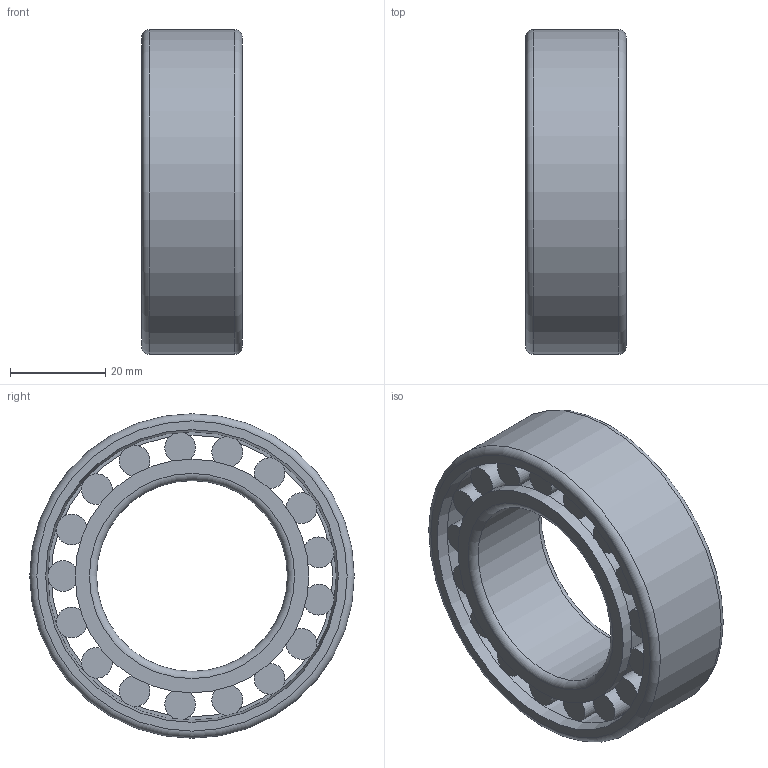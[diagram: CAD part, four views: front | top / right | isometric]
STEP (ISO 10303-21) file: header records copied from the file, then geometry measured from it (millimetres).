
FILE_DESCRIPTION(('STEP AP242'), '1');
FILE_NAME('栖闉罻', '', ('UNSPECIFIED'), ('UNSPECIFIED'), 'C3D Converter', 'C3D Toolkit', '');
FILE_SCHEMA(('AP242_MANAGED_MODEL_BASED_3D_ENGINEERING_MIM_LF { 1 0 10303 442 1 1 4 }'));
Length unit declared in the file: millimetre
Assembly tree (37 placements, depth 3):
  (unnamed)
    (unnamed)
      (unnamed)
      (unnamed)  x34
      (unnamed)
Bounding box: 21 x 68 x 68 mm (x, y, z)
Volume: 34701.8 mm3; surface area: 23700.7 mm2
Topology: 36 solids, 36 shells, 128 faces, 144 edges, 94 vertices
Faces by surface type: plane 78, cylinder 44, torus 4, cone 2
Full cylindrical faces by diameter (mm): 6.44 x34, 40 x1, 47.56 x2, 48.96 x3, 59.04 x1, 60.44 x2, 68 x1
Entity records: 1683 total; most frequent: DIRECTION 190, CARTESIAN_POINT 123, AXIS2_PLACEMENT_3D 95, DATE_AND_TIME 84, CALENDAR_DATE 84, LOCAL_TIME 84, COORDINATED_UNIVERSAL_TIME_OFFSET 84, EDGE_LOOP 56
